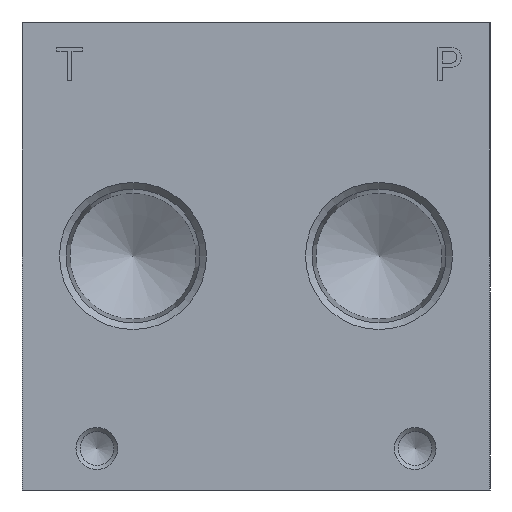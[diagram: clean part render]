
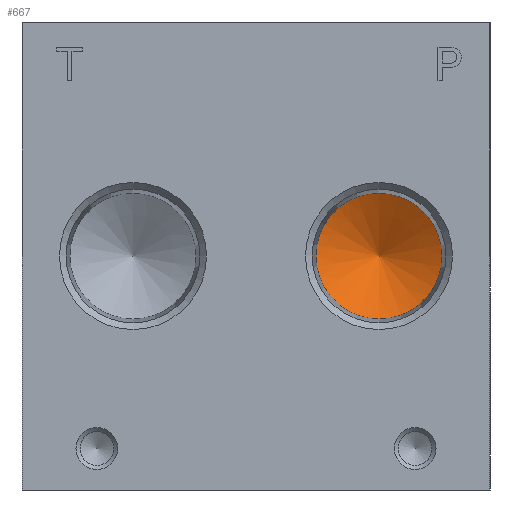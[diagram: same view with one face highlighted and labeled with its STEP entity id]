
A CAD part, left-side view. The second image highlights one B-rep face of the part: STEP entity #667.
In plain terms, the highlighted conical face has half-angle 60.93 degrees and reference radius 11.971 mm.
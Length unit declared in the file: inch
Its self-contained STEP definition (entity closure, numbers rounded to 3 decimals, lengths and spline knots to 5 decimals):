
#667 = ADVANCED_FACE( '', ( #1570, #1571 ), #1572, .F. );
#1570 = FACE_BOUND( '', #2714, .T. );
#1571 = FACE_OUTER_BOUND( '', #2715, .T. );
#1572 = CONICAL_SURFACE( '', #2716, 0.4713, 1.063 );
#2714 = VERTEX_LOOP( '', #4603 );
#2715 = EDGE_LOOP( '', ( #4604 ) );
#2716 = AXIS2_PLACEMENT_3D( '', #4605, #4606, #4607 );
#4603 = VERTEX_POINT( '', #6834 );
#4604 = ORIENTED_EDGE( '', *, *, #6517, .F. );
#4605 = CARTESIAN_POINT( '', ( 0.981, 0.83, 1.75 ) );
#4606 = DIRECTION( '', ( -1., 0., 0. ) );
#4607 = DIRECTION( '', ( 0., 0., 1. ) );
#6517 = EDGE_CURVE( '', #7860, #7860, #7861, .T. );
#6834 = CARTESIAN_POINT( '', ( 1.243, 0.83, 1.75 ) );
#7860 = VERTEX_POINT( '', #9716 );
#7861 = CIRCLE( '', #9717, 0.4713 );
#9716 = CARTESIAN_POINT( '', ( 0.981, 0.83, 1.2787 ) );
#9717 = AXIS2_PLACEMENT_3D( '', #11486, #11487, #11488 );
#11486 = CARTESIAN_POINT( '', ( 0.981, 0.83, 1.75 ) );
#11487 = DIRECTION( '', ( 1., 0., 0. ) );
#11488 = DIRECTION( '', ( 0., 0., -1. ) );
